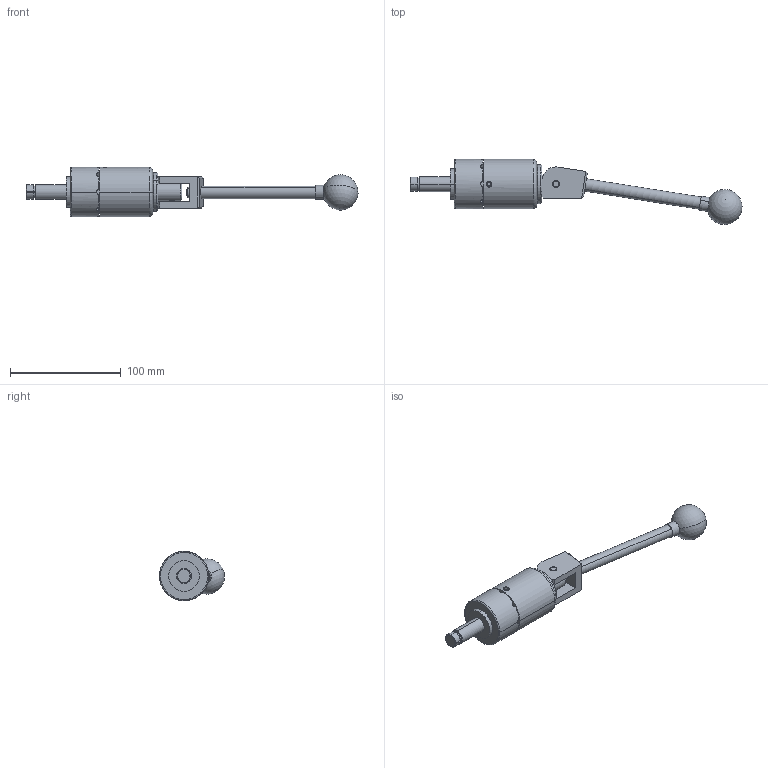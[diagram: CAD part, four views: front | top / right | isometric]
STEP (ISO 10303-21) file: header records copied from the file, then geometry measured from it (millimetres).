
FILE_DESCRIPTION (( 'STEP AP214' ), '1' );
FILE_NAME ('CTSC-003538.STEP', '2025-07-28T16:44:02', ( '' ), ( '' ), 'SwSTEP 2.0', 'SolidWorks 2023', '' );
FILE_SCHEMA (( 'AUTOMOTIVE_DESIGN' ));
Length unit declared in the file: inch
Products named in the file (1): CTSC-003538
Bounding box: 299.48 x 58.69 x 44.45 mm (x, y, z)
Volume: 173993.2 mm3; surface area: 36801.8 mm2
Topology: 7 solids, 7 shells, 202 faces, 491 edges, 311 vertices
Faces by surface type: cylinder 88, plane 65, cone 36, torus 8, bspline 3, sphere 2
Entity records: 9843 total; most frequent: CARTESIAN_POINT 2495, DIRECTION 988, ORIENTED_EDGE 968, EDGE_CURVE 484, AXIS2_PLACEMENT_3D 396, VERTEX_POINT 308, EDGE_LOOP 228, UNCERTAINTY_MEASURE_WITH_UNIT 205
